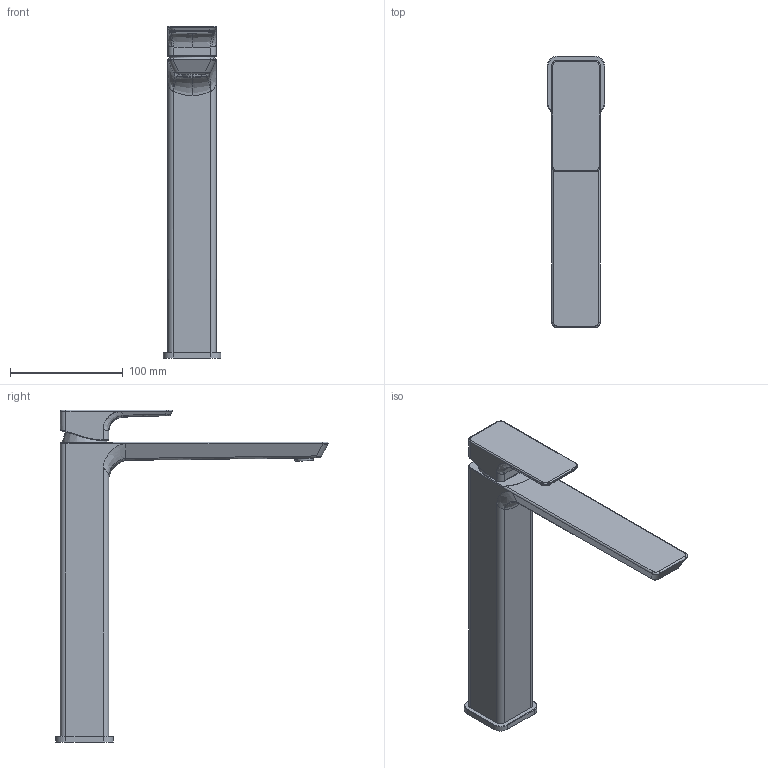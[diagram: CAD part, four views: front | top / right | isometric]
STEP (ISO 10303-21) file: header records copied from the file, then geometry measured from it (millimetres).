
FILE_DESCRIPTION(/* description */ (''),/* implementation_level */ '2;1');
FILE_NAME(/* name */ '3D_TVW112004000_Subway 3 Grafikfehler am Hebel.step',/* time_stamp */ '2023-02-22T18:00:57+01:00',/* author */ (''),/* organization */ (''),/* preprocessor_version */ 'ST-DEVELOPER v19.2',/* originating_system */ 'Autodesk Translation Framework v11.17.0.187',/* authorisation */ '');
FILE_SCHEMA (('AUTOMOTIVE_DESIGN { 1 0 10303 214 3 1 1 }'));
Length unit declared in the file: millimetre
Products named in the file (6): (Nicht gespeichert); 3923; 6501; Komponente3; Komponente4; Auslauf7_reduziert
Assembly tree (5 placements, depth 2):
  (Nicht gespeichert)
    3923
    6501
    Komponente3
    Komponente4
    Auslauf7_reduziert
Bounding box: 51 x 242.01 x 295.05 mm (x, y, z)
Volume: 632397.3 mm3; surface area: 93316 mm2
Topology: 5 solids, 5 shells, 248 faces, 558 edges, 329 vertices
Faces by surface type: cylinder 88, plane 63, bspline 51, torus 31, cone 11, sphere 4
Full cylindrical faces by diameter (mm): 4.2 x1, 17 x1, 19.5 x1, 22 x1, 22.5 x1, 24 x1, 24.5 x1, 32 x1, 32.7 x1, 34.7 x1, 39.5 x1
Entity records: 15660 total; most frequent: CARTESIAN_POINT 10190, ORIENTED_EDGE 1110, DIRECTION 1096, EDGE_CURVE 555, AXIS2_PLACEMENT_3D 439, VERTEX_POINT 328, EDGE_LOOP 261, FACE_OUTER_BOUND 247
